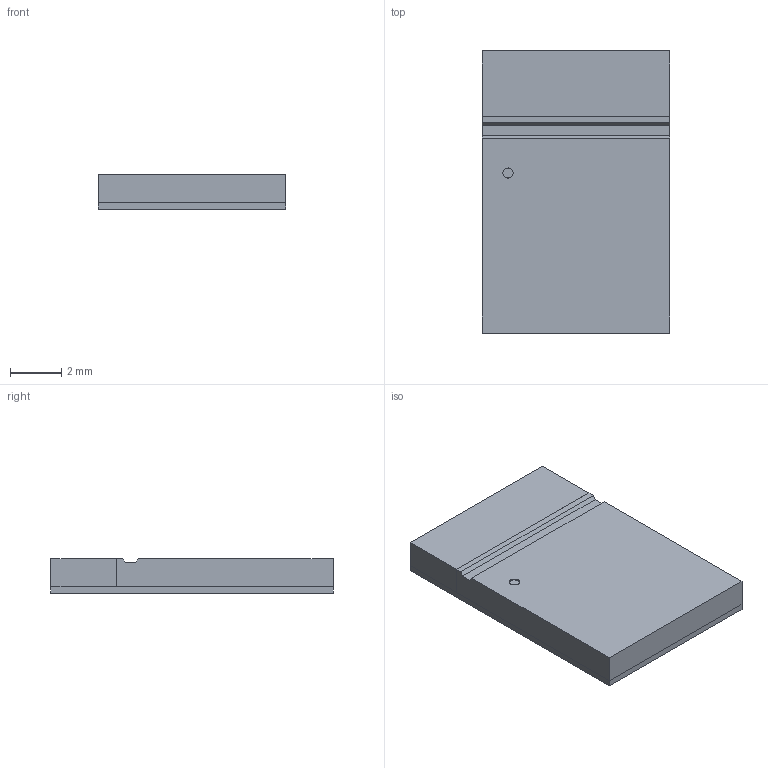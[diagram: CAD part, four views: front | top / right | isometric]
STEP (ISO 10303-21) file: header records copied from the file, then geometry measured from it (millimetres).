
FILE_DESCRIPTION(('FreeCAD Model'),'2;1');
FILE_NAME('Open CASCADE Shape Model','2024-05-20T22:34:54',(''),(''), 'Open CASCADE STEP processor 7.6','FreeCAD','Unknown');
FILE_SCHEMA(('AUTOMOTIVE_DESIGN { 1 0 10303 214 1 1 1 1 }'));
Length unit declared in the file: millimetre
Products named in the file (6): ST_SiP_LGA_86_11x7_3mm; Substrate; Body002; _module_fp; TopPads; Can
Assembly tree (5 placements, depth 3):
  ST_SiP_LGA_86_11x7_3mm
    Substrate
    Body002
    _module_fp
      TopPads
    Can
Bounding box: 7.3 x 11 x 1.35 mm (x, y, z)
Volume: 107.4 mm3; surface area: 385.1 mm2
Topology: 89 solids, 89 shells, 541 faces, 1085 edges, 722 vertices
Faces by surface type: plane 539, cylinder 2
Full cylindrical faces by diameter (mm): 0.4 x2
Entity records: 14470 total; most frequent: CARTESIAN_POINT 2354, DIRECTION 2183, ORIENTED_EDGE 2170, EDGE_CURVE 1085, LINE 1081, VECTOR 1081, VERTEX_POINT 722, AXIS2_PLACEMENT_3D 551
